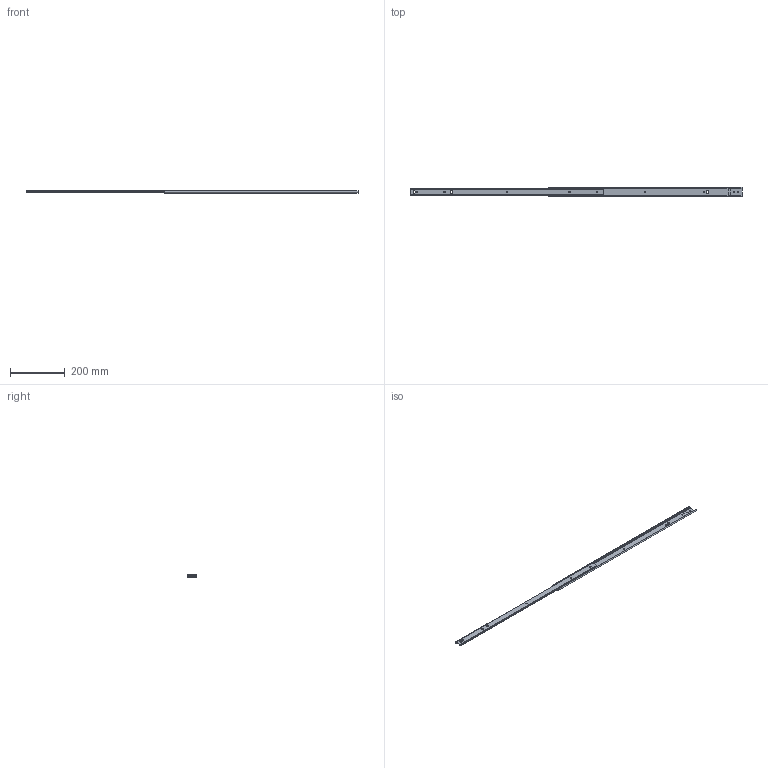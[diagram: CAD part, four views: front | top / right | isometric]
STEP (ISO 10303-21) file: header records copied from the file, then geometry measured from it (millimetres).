
FILE_DESCRIPTION (( 'STEP AP203' ), '1' );
FILE_NAME ('K-251-HD-28.STEP', '2017-05-09T05:52:12', ( '' ), ( '' ), 'SwSTEP 2.0', 'SolidWorks 2014', '' );
FILE_SCHEMA (( 'CONFIG_CONTROL_DESIGN' ));
Length unit declared in the file: millimetre
Products named in the file (3): K-251-HD-28; K-251-HD-28アウターメンバー_; K-251-HD-28インナーメンバー_
Assembly tree (2 placements, depth 2):
  K-251-HD-28
    K-251-HD-28アウターメンバー_
    K-251-HD-28インナーメンバー_
Bounding box: 1217.2 x 35.3 x 9.6 mm (x, y, z)
Volume: 88329.2 mm3; surface area: 115895 mm2
Topology: 2 solids, 2 shells, 120 faces, 352 edges, 234 vertices
Faces by surface type: plane 61, cylinder 59
Entity records: 4393 total; most frequent: DIRECTION 722, CARTESIAN_POINT 711, ORIENTED_EDGE 704, EDGE_CURVE 352, AXIS2_PLACEMENT_3D 245, VERTEX_POINT 234, VECTOR 232, LINE 232
